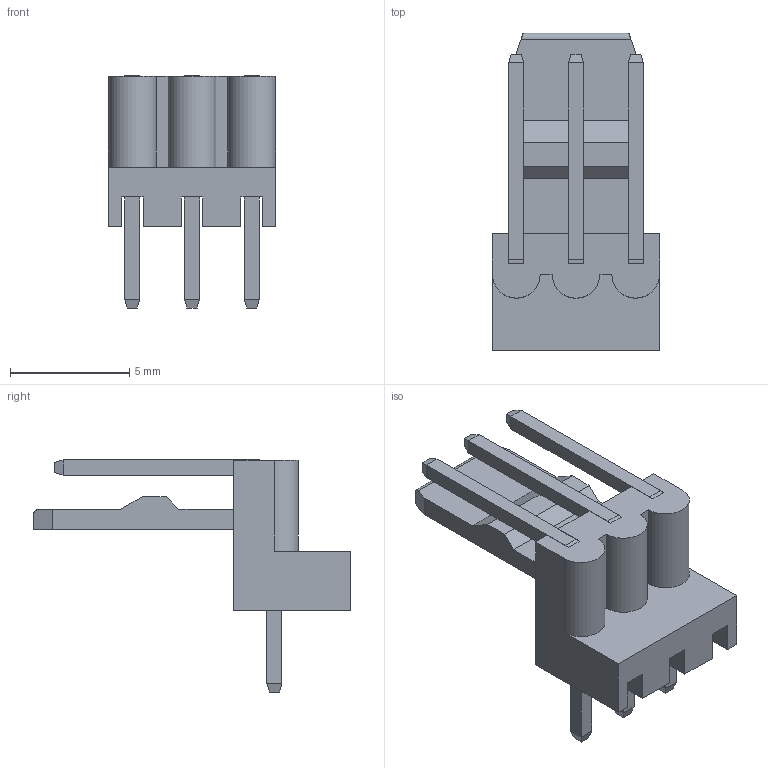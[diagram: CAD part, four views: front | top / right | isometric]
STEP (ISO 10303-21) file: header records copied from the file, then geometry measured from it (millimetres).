
FILE_DESCRIPTION(('FreeCAD Model'),'2;1');
FILE_NAME('_22051032_cp.step','2019-04-03T11:03:33',( 'kicad StepUp'),('ksu MCAD'),'Open CASCADE STEP processor 7.2', 'FreeCAD','Unknown');
FILE_SCHEMA(('AUTOMOTIVE_DESIGN { 1 0 10303 214 1 1 1 1 }'));
Length unit declared in the file: millimetre
Products named in the file (1): _22051032_cp
Bounding box: 7 x 13.3 x 9.72 mm (x, y, z)
Volume: 186.8 mm3; surface area: 428.5 mm2
Topology: 1 solids, 1 shells, 93 faces, 237 edges, 150 vertices
Faces by surface type: plane 86, cylinder 7
Entity records: 3402 total; most frequent: CARTESIAN_POINT 493, ORIENTED_EDGE 474, DIRECTION 435, EDGE_CURVE 237, LINE 223, VECTOR 223, VERTEX_POINT 150, AXIS2_PLACEMENT_3D 106
